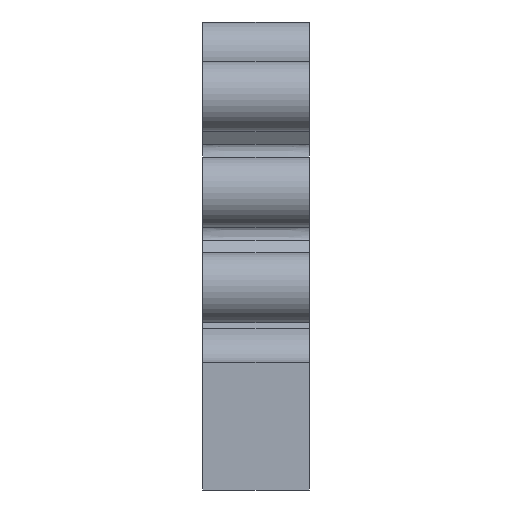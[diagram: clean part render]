
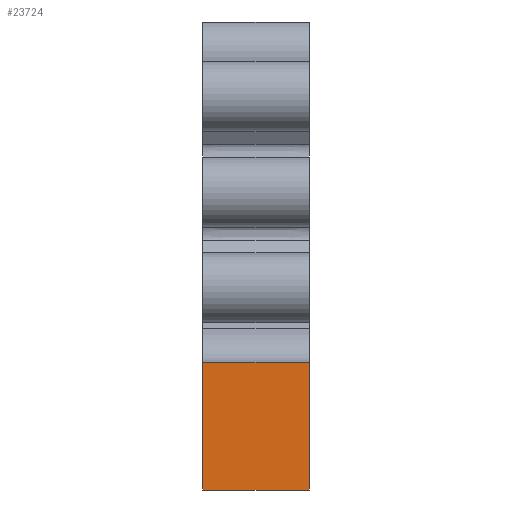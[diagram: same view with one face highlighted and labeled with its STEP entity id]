
A CAD part, left-side view. The second image highlights one B-rep face of the part: STEP entity #23724.
In plain terms, the highlighted planar face has unit normal (-1, 0, 0).
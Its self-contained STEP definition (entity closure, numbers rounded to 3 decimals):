
#365 = PLANE('',#366);
#366 = AXIS2_PLACEMENT_3D('',#367,#368,#369);
#367 = CARTESIAN_POINT('',(22.5,-5.,-0.453));
#368 = DIRECTION('',(0.,-1.,0.));
#369 = DIRECTION('',(0.,0.,-1.));
#839 = PLANE('',#840);
#840 = AXIS2_PLACEMENT_3D('',#841,#842,#843);
#841 = CARTESIAN_POINT('',(22.5,0.,-0.453));
#842 = DIRECTION('',(0.,1.,0.));
#843 = DIRECTION('',(0.,0.,1.));
#23060 = ( BOUNDED_SURFACE() B_SPLINE_SURFACE(2,1,(
    (#23061,#23062)
    ,(#23063,#23064)
    ,(#23065,#23066
)),.UNSPECIFIED.,.F.,.F.,.F.) B_SPLINE_SURFACE_WITH_KNOTS((3,3),(2,2),(
    0.,1.),(0.,100.),.PIECEWISE_BEZIER_KNOTS.) 
GEOMETRIC_REPRESENTATION_ITEM() RATIONAL_B_SPLINE_SURFACE((
    (1.,1.)
    ,(0.719,0.719)
,(1.,1.))) REPRESENTATION_ITEM('') SURFACE() );
#23061 = CARTESIAN_POINT('',(-2.5,-20.,-1.65));
#23062 = CARTESIAN_POINT('',(-2.5,20.,-1.65));
#23063 = CARTESIAN_POINT('',(-0.907,-20.,-1.65));
#23064 = CARTESIAN_POINT('',(-0.907,20.,-1.65));
#23065 = CARTESIAN_POINT('',(-0.851,-20.,-0.058));
#23066 = CARTESIAN_POINT('',(-0.851,20.,-0.058));
#23516 = EDGE_CURVE('',#23517,#23519,#23521,.T.);
#23517 = VERTEX_POINT('',#23518);
#23518 = CARTESIAN_POINT('',(-2.5,-5.,-1.65));
#23519 = VERTEX_POINT('',#23520);
#23520 = CARTESIAN_POINT('',(-2.5,0.,-1.65));
#23521 = SURFACE_CURVE('',#23522,(#23525,#23532),.PCURVE_S1.);
#23522 = B_SPLINE_CURVE_WITH_KNOTS('',1,(#23523,#23524),.UNSPECIFIED.,
  .F.,.F.,(2,2),(0.,100.),.PIECEWISE_BEZIER_KNOTS.);
#23523 = CARTESIAN_POINT('',(-2.5,-20.,-1.65));
#23524 = CARTESIAN_POINT('',(-2.5,20.,-1.65));
#23525 = PCURVE('',#23060,#23526);
#23526 = DEFINITIONAL_REPRESENTATION('',(#23527),#23531);
#23527 = LINE('',#23528,#23529);
#23528 = CARTESIAN_POINT('',(0.,0.));
#23529 = VECTOR('',#23530,1.);
#23530 = DIRECTION('',(0.,1.));
#23531 = ( GEOMETRIC_REPRESENTATION_CONTEXT(2) 
PARAMETRIC_REPRESENTATION_CONTEXT() REPRESENTATION_CONTEXT('2D SPACE',''
  ) );
#23532 = PCURVE('',#23533,#23538);
#23533 = PLANE('',#23534);
#23534 = AXIS2_PLACEMENT_3D('',#23535,#23536,#23537);
#23535 = CARTESIAN_POINT('',(-2.5,0.,-7.65));
#23536 = DIRECTION('',(-1.,-0.,0.));
#23537 = DIRECTION('',(0.,0.,1.));
#23538 = DEFINITIONAL_REPRESENTATION('',(#23539),#23542);
#23539 = B_SPLINE_CURVE_WITH_KNOTS('',1,(#23540,#23541),.UNSPECIFIED.,
  .F.,.F.,(2,2),(0.,100.),.PIECEWISE_BEZIER_KNOTS.);
#23540 = CARTESIAN_POINT('',(6.,-20.));
#23541 = CARTESIAN_POINT('',(6.,20.));
#23542 = ( GEOMETRIC_REPRESENTATION_CONTEXT(2) 
PARAMETRIC_REPRESENTATION_CONTEXT() REPRESENTATION_CONTEXT('2D SPACE',''
  ) );
#23724 = ADVANCED_FACE('',(#23725),#23533,.T.);
#23725 = FACE_BOUND('',#23726,.T.);
#23726 = EDGE_LOOP('',(#23727,#23750,#23778,#23799));
#23727 = ORIENTED_EDGE('',*,*,#23728,.F.);
#23728 = EDGE_CURVE('',#23729,#23519,#23731,.T.);
#23729 = VERTEX_POINT('',#23730);
#23730 = CARTESIAN_POINT('',(-2.5,0.,-7.65));
#23731 = SURFACE_CURVE('',#23732,(#23736,#23743),.PCURVE_S1.);
#23732 = LINE('',#23733,#23734);
#23733 = CARTESIAN_POINT('',(-2.5,0.,-7.65));
#23734 = VECTOR('',#23735,1.);
#23735 = DIRECTION('',(0.,0.,1.));
#23736 = PCURVE('',#23533,#23737);
#23737 = DEFINITIONAL_REPRESENTATION('',(#23738),#23742);
#23738 = LINE('',#23739,#23740);
#23739 = CARTESIAN_POINT('',(0.,0.));
#23740 = VECTOR('',#23741,1.);
#23741 = DIRECTION('',(1.,0.));
#23742 = ( GEOMETRIC_REPRESENTATION_CONTEXT(2) 
PARAMETRIC_REPRESENTATION_CONTEXT() REPRESENTATION_CONTEXT('2D SPACE',''
  ) );
#23743 = PCURVE('',#839,#23744);
#23744 = DEFINITIONAL_REPRESENTATION('',(#23745),#23749);
#23745 = LINE('',#23746,#23747);
#23746 = CARTESIAN_POINT('',(-7.197,-25.));
#23747 = VECTOR('',#23748,1.);
#23748 = DIRECTION('',(1.,0.));
#23749 = ( GEOMETRIC_REPRESENTATION_CONTEXT(2) 
PARAMETRIC_REPRESENTATION_CONTEXT() REPRESENTATION_CONTEXT('2D SPACE',''
  ) );
#23750 = ORIENTED_EDGE('',*,*,#23751,.T.);
#23751 = EDGE_CURVE('',#23729,#23752,#23754,.T.);
#23752 = VERTEX_POINT('',#23753);
#23753 = CARTESIAN_POINT('',(-2.5,-5.,-7.65));
#23754 = SURFACE_CURVE('',#23755,(#23759,#23766),.PCURVE_S1.);
#23755 = LINE('',#23756,#23757);
#23756 = CARTESIAN_POINT('',(-2.5,0.,-7.65));
#23757 = VECTOR('',#23758,1.);
#23758 = DIRECTION('',(0.,-1.,0.));
#23759 = PCURVE('',#23533,#23760);
#23760 = DEFINITIONAL_REPRESENTATION('',(#23761),#23765);
#23761 = LINE('',#23762,#23763);
#23762 = CARTESIAN_POINT('',(0.,0.));
#23763 = VECTOR('',#23764,1.);
#23764 = DIRECTION('',(0.,-1.));
#23765 = ( GEOMETRIC_REPRESENTATION_CONTEXT(2) 
PARAMETRIC_REPRESENTATION_CONTEXT() REPRESENTATION_CONTEXT('2D SPACE',''
  ) );
#23766 = PCURVE('',#23767,#23772);
#23767 = PLANE('',#23768);
#23768 = AXIS2_PLACEMENT_3D('',#23769,#23770,#23771);
#23769 = CARTESIAN_POINT('',(22.5,-2.5,-7.65));
#23770 = DIRECTION('',(0.,0.,-1.));
#23771 = DIRECTION('',(0.,-1.,0.));
#23772 = DEFINITIONAL_REPRESENTATION('',(#23773),#23777);
#23773 = LINE('',#23774,#23775);
#23774 = CARTESIAN_POINT('',(-2.5,25.));
#23775 = VECTOR('',#23776,1.);
#23776 = DIRECTION('',(1.,0.));
#23777 = ( GEOMETRIC_REPRESENTATION_CONTEXT(2) 
PARAMETRIC_REPRESENTATION_CONTEXT() REPRESENTATION_CONTEXT('2D SPACE',''
  ) );
#23778 = ORIENTED_EDGE('',*,*,#23779,.T.);
#23779 = EDGE_CURVE('',#23752,#23517,#23780,.T.);
#23780 = SURFACE_CURVE('',#23781,(#23785,#23792),.PCURVE_S1.);
#23781 = LINE('',#23782,#23783);
#23782 = CARTESIAN_POINT('',(-2.5,-5.,-7.65));
#23783 = VECTOR('',#23784,1.);
#23784 = DIRECTION('',(0.,0.,1.));
#23785 = PCURVE('',#23533,#23786);
#23786 = DEFINITIONAL_REPRESENTATION('',(#23787),#23791);
#23787 = LINE('',#23788,#23789);
#23788 = CARTESIAN_POINT('',(0.,-5.));
#23789 = VECTOR('',#23790,1.);
#23790 = DIRECTION('',(1.,0.));
#23791 = ( GEOMETRIC_REPRESENTATION_CONTEXT(2) 
PARAMETRIC_REPRESENTATION_CONTEXT() REPRESENTATION_CONTEXT('2D SPACE',''
  ) );
#23792 = PCURVE('',#365,#23793);
#23793 = DEFINITIONAL_REPRESENTATION('',(#23794),#23798);
#23794 = LINE('',#23795,#23796);
#23795 = CARTESIAN_POINT('',(7.197,-25.));
#23796 = VECTOR('',#23797,1.);
#23797 = DIRECTION('',(-1.,0.));
#23798 = ( GEOMETRIC_REPRESENTATION_CONTEXT(2) 
PARAMETRIC_REPRESENTATION_CONTEXT() REPRESENTATION_CONTEXT('2D SPACE',''
  ) );
#23799 = ORIENTED_EDGE('',*,*,#23516,.T.);
